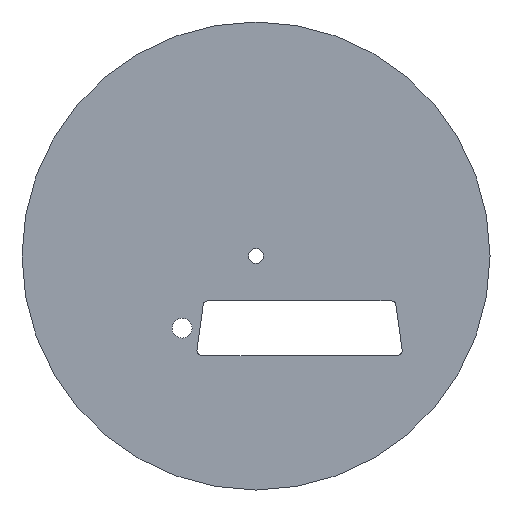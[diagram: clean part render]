
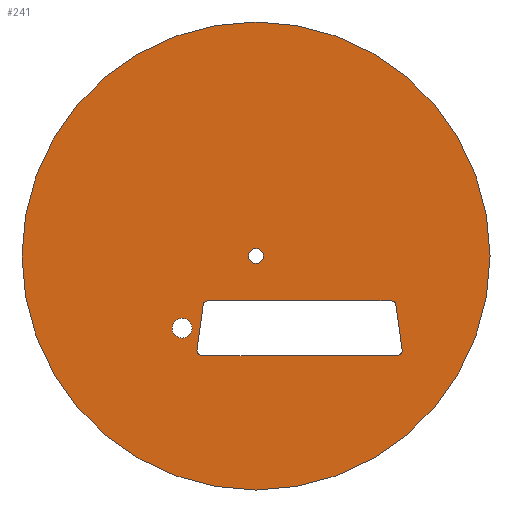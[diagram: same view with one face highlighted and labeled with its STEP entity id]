
A CAD part, front view. The second image highlights one B-rep face of the part: STEP entity #241.
In plain terms, the highlighted planar face has unit normal (0, -1, 0).
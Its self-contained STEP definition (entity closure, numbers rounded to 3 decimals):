
#19=PLANE('',#270);
#25=LINE('',#364,#41);
#28=LINE('',#376,#44);
#33=LINE('',#393,#49);
#35=LINE('',#396,#51);
#41=VECTOR('',#292,39.209);
#44=VECTOR('',#303,36.754);
#49=VECTOR('',#322,9.083);
#51=VECTOR('',#326,9.083);
#56=FACE_BOUND('',#90,.T.);
#57=FACE_BOUND('',#91,.T.);
#58=FACE_BOUND('',#92,.T.);
#73=FACE_OUTER_BOUND('',#89,.T.);
#89=EDGE_LOOP('',(#201));
#90=EDGE_LOOP('',(#202));
#91=EDGE_LOOP('',(#203,#204,#205,#206,#207,#208,#209,#210));
#92=EDGE_LOOP('',(#211));
#97=CIRCLE('',#246,2.);
#100=CIRCLE('',#250,1.);
#101=CIRCLE('',#253,1.);
#104=CIRCLE('',#258,1.);
#106=CIRCLE('',#261,1.);
#107=CIRCLE('',#265,1.5);
#110=CIRCLE('',#269,47.);
#111=VERTEX_POINT('',#346);
#115=VERTEX_POINT('',#354);
#116=VERTEX_POINT('',#356);
#118=VERTEX_POINT('',#362);
#119=VERTEX_POINT('',#366);
#120=VERTEX_POINT('',#367);
#123=VERTEX_POINT('',#375);
#126=VERTEX_POINT('',#383);
#128=VERTEX_POINT('',#389);
#129=VERTEX_POINT('',#399);
#132=VERTEX_POINT('',#406);
#133=EDGE_CURVE('',#111,#111,#97,.T.);
#137=EDGE_CURVE('',#115,#116,#100,.T.);
#141=EDGE_CURVE('',#115,#118,#25,.T.);
#142=EDGE_CURVE('',#119,#120,#101,.T.);
#146=EDGE_CURVE('',#123,#120,#28,.T.);
#150=EDGE_CURVE('',#123,#126,#104,.T.);
#154=EDGE_CURVE('',#128,#118,#106,.T.);
#155=EDGE_CURVE('',#126,#128,#33,.T.);
#157=EDGE_CURVE('',#116,#119,#35,.T.);
#159=EDGE_CURVE('',#129,#129,#107,.T.);
#162=EDGE_CURVE('',#132,#132,#110,.T.);
#201=ORIENTED_EDGE('',*,*,#162,.T.);
#202=ORIENTED_EDGE('',*,*,#133,.T.);
#203=ORIENTED_EDGE('',*,*,#141,.T.);
#204=ORIENTED_EDGE('',*,*,#154,.F.);
#205=ORIENTED_EDGE('',*,*,#155,.F.);
#206=ORIENTED_EDGE('',*,*,#150,.F.);
#207=ORIENTED_EDGE('',*,*,#146,.T.);
#208=ORIENTED_EDGE('',*,*,#142,.F.);
#209=ORIENTED_EDGE('',*,*,#157,.F.);
#210=ORIENTED_EDGE('',*,*,#137,.F.);
#211=ORIENTED_EDGE('',*,*,#159,.T.);
#241=ADVANCED_FACE('',(#73,#56,#57,#58),#19,.F.);
#246=AXIS2_PLACEMENT_3D('',#347,#276,#277);
#250=AXIS2_PLACEMENT_3D('',#357,#285,#286);
#253=AXIS2_PLACEMENT_3D('',#368,#295,#296);
#258=AXIS2_PLACEMENT_3D('',#384,#310,#311);
#261=AXIS2_PLACEMENT_3D('',#391,#318,#319);
#265=AXIS2_PLACEMENT_3D('',#400,#330,#331);
#269=AXIS2_PLACEMENT_3D('',#407,#338,#339);
#270=AXIS2_PLACEMENT_3D('',#408,#340,#341);
#276=DIRECTION('center_axis',(0.,1.,0.));
#277=DIRECTION('ref_axis',(-1.,0.,0.));
#285=DIRECTION('center_axis',(0.,-1.,0.));
#286=DIRECTION('ref_axis',(0.753,0.,-0.658));
#292=DIRECTION('',(-1.,0.,0.));
#295=DIRECTION('center_axis',(0.,-1.,0.));
#296=DIRECTION('ref_axis',(0.658,0.,0.753));
#303=DIRECTION('',(1.,0.,0.));
#310=DIRECTION('center_axis',(0.,-1.,0.));
#311=DIRECTION('ref_axis',(-0.658,0.,0.753));
#318=DIRECTION('center_axis',(0.,-1.,0.));
#319=DIRECTION('ref_axis',(-0.753,0.,-0.658));
#322=DIRECTION('',(-0.135,0.,-0.991));
#326=DIRECTION('',(-0.135,0.,0.991));
#330=DIRECTION('center_axis',(0.,1.,0.));
#331=DIRECTION('ref_axis',(-1.,0.,0.));
#338=DIRECTION('center_axis',(0.,-1.,0.));
#339=DIRECTION('ref_axis',(1.,0.,0.));
#340=DIRECTION('center_axis',(0.,1.,0.));
#341=DIRECTION('ref_axis',(0.,0.,1.));
#346=CARTESIAN_POINT('',(-12.845,0.,-14.5));
#347=CARTESIAN_POINT('Origin',(-14.845,0.,-14.5));
#354=CARTESIAN_POINT('',(28.354,0.,-20.));
#356=CARTESIAN_POINT('',(29.345,0.,-18.865));
#357=CARTESIAN_POINT('Origin',(28.354,0.,-19.));
#362=CARTESIAN_POINT('',(-10.854,0.,-20.));
#364=CARTESIAN_POINT('',(-6.,0.,-20.));
#366=CARTESIAN_POINT('',(28.118,0.,-9.865));
#367=CARTESIAN_POINT('',(27.127,0.,-9.));
#368=CARTESIAN_POINT('Origin',(27.127,0.,-10.));
#375=CARTESIAN_POINT('',(-9.627,0.,-9.));
#376=CARTESIAN_POINT('',(14.75,0.,-9.));
#383=CARTESIAN_POINT('',(-10.618,0.,-9.865));
#384=CARTESIAN_POINT('Origin',(-9.627,0.,-10.));
#389=CARTESIAN_POINT('',(-11.845,0.,-18.865));
#391=CARTESIAN_POINT('Origin',(-10.854,0.,-19.));
#393=CARTESIAN_POINT('',(-10.177,0.,-6.629));
#396=CARTESIAN_POINT('',(27.517,0.,-5.458));
#399=CARTESIAN_POINT('',(1.5,0.,0.));
#400=CARTESIAN_POINT('Origin',(0.,0.,0.));
#406=CARTESIAN_POINT('',(-47.,0.,0.));
#407=CARTESIAN_POINT('Origin',(0.,0.,0.));
#408=CARTESIAN_POINT('Origin',(0.,0.,0.));
